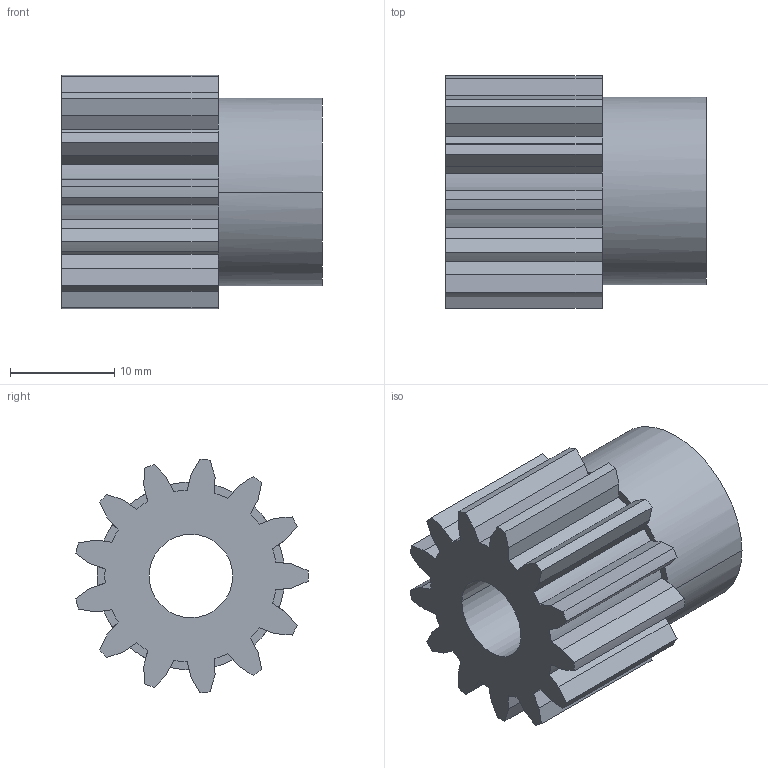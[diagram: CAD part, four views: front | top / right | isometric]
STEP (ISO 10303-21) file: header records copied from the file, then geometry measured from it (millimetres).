
FILE_DESCRIPTION( ( '' ), '1' );
FILE_NAME( 'artikel_nr___29501300.stp', '2007-11-07T02:03:32', ( '' ), ( '' ), ' ', ' ', ' ' );
FILE_SCHEMA( ( 'automotive_design' ) );
Length unit declared in the file: millimetre
Products named in the file (1): 1
Bounding box: 25 x 22.28 x 22.43 mm (x, y, z)
Volume: 5707.6 mm3; surface area: 3430.6 mm2
Topology: 1 solids, 1 shells, 110 faces, 298 edges, 190 vertices
Faces by surface type: plane 80, cylinder 30
Entity records: 6788 total; most frequent: DIRECTION 606, STYLED_ITEM 599, PRESENTATION_STYLE_ASSIGNMENT 599, CARTESIAN_POINT 599, COLOUR_RGB 599, ORIENTED_EDGE 596, EDGE_CURVE 298, CURVE_STYLE 298
